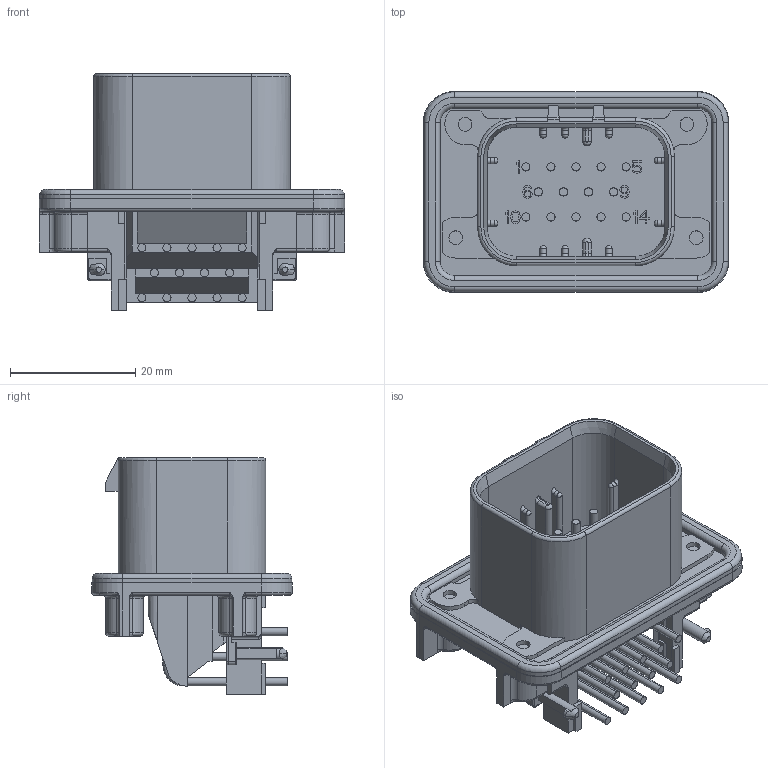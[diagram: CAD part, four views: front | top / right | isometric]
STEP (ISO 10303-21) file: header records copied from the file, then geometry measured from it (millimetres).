
FILE_DESCRIPTION((''),'2;1');
FILE_NAME('C-1-776267-1','2018-03-28T',('workeradm'),('TE Connectivity Ltd.'),'CREO PARAMETRIC BY PTC INC, 2016050','CREO PARAMETRIC BY PTC INC, 2016050','');
FILE_SCHEMA(('AUTOMOTIVE_DESIGN { 1 0 10303 214 1 1 1 1 }'));
Length unit declared in the file: millimetre
Products named in the file (1): C-1-776267-1
Bounding box: 48.8 x 32.1 x 37.8 mm (x, y, z)
Volume: 11721 mm3; surface area: 11090.5 mm2
Topology: 1 solids, 1 shells, 769 faces, 2066 edges, 1340 vertices
Faces by surface type: plane 467, cylinder 205, torus 59, bspline 20, sphere 10, cone 8
Entity records: 26322 total; most frequent: CARTESIAN_POINT 6913, ORIENTED_EDGE 4112, DIRECTION 3946, EDGE_CURVE 2056, VECTOR 1436, LINE 1436, VERTEX_POINT 1340, AXIS2_PLACEMENT_3D 1255
